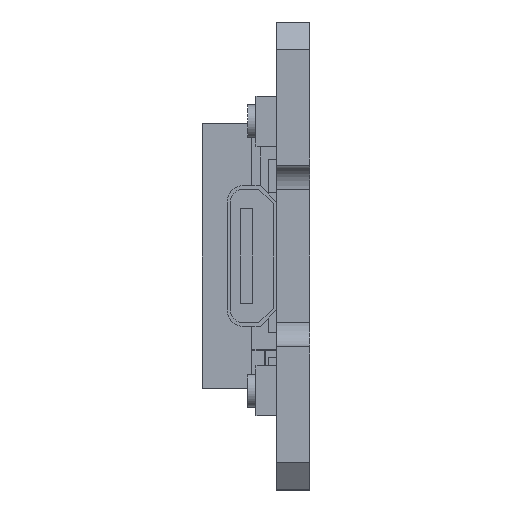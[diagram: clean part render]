
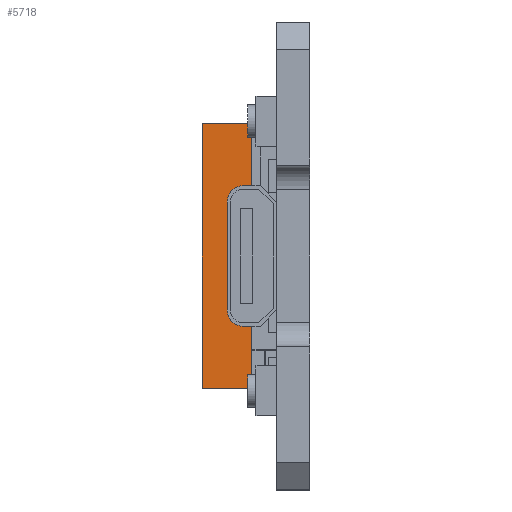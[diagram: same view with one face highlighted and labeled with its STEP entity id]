
A CAD part, left-side view. The second image highlights one B-rep face of the part: STEP entity #5718.
In plain terms, the highlighted planar face has unit normal (-1, 0, 0).
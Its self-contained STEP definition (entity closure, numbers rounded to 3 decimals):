
#186 = LINE ( 'NONE', #2346, #8108 ) ;
#759 = ORIENTED_EDGE ( 'NONE', *, *, #6167, .F. ) ;
#1676 = ORIENTED_EDGE ( 'NONE', *, *, #2653, .F. ) ;
#1705 = CARTESIAN_POINT ( 'NONE',  ( -0.25, 6.5, -8. ) ) ;
#1872 = VECTOR ( 'NONE', #2365, 1000. ) ;
#1909 = EDGE_LOOP ( 'NONE', ( #2391, #759, #1676, #5844 ) ) ;
#1918 = CARTESIAN_POINT ( 'NONE',  ( -0.25, 6.5, 8. ) ) ;
#2015 = LINE ( 'NONE', #1918, #4060 ) ;
#2346 = CARTESIAN_POINT ( 'NONE',  ( -0.25, 3.5, -8. ) ) ;
#2365 = DIRECTION ( 'NONE',  ( 0., 0., 1. ) ) ;
#2391 = ORIENTED_EDGE ( 'NONE', *, *, #5967, .T. ) ;
#2440 = VERTEX_POINT ( 'NONE', #7637 ) ;
#2653 = EDGE_CURVE ( 'NONE', #7466, #2440, #7917, .T. ) ;
#2927 = VERTEX_POINT ( 'NONE', #5470 ) ;
#3603 = AXIS2_PLACEMENT_3D ( 'NONE', #7708, #7663, #6351 ) ;
#3967 = LINE ( 'NONE', #1705, #8488 ) ;
#4060 = VECTOR ( 'NONE', #8314, 1000. ) ;
#4066 = VERTEX_POINT ( 'NONE', #5382 ) ;
#4194 = FACE_OUTER_BOUND ( 'NONE', #1909, .T. ) ;
#5217 = DIRECTION ( 'NONE',  ( 0., 0., 1. ) ) ;
#5382 = CARTESIAN_POINT ( 'NONE',  ( -0.25, 3.5, 8. ) ) ;
#5470 = CARTESIAN_POINT ( 'NONE',  ( -0.25, 3.5, -8. ) ) ;
#5718 = ADVANCED_FACE ( 'NONE', ( #4194 ), #7056, .F. ) ;
#5844 = ORIENTED_EDGE ( 'NONE', *, *, #7935, .T. ) ;
#5967 = EDGE_CURVE ( 'NONE', #2927, #4066, #186, .T. ) ;
#6167 = EDGE_CURVE ( 'NONE', #2440, #4066, #2015, .T. ) ;
#6351 = DIRECTION ( 'NONE',  ( 0., 0., -1. ) ) ;
#6733 = DIRECTION ( 'NONE',  ( 0., -1., 0. ) ) ;
#7056 = PLANE ( 'NONE',  #3603 ) ;
#7466 = VERTEX_POINT ( 'NONE', #7528 ) ;
#7528 = CARTESIAN_POINT ( 'NONE',  ( -0.25, 6.5, -8. ) ) ;
#7637 = CARTESIAN_POINT ( 'NONE',  ( -0.25, 6.5, 8. ) ) ;
#7663 = DIRECTION ( 'NONE',  ( 1., 0., 0. ) ) ;
#7708 = CARTESIAN_POINT ( 'NONE',  ( -0.25, 6.5, -8. ) ) ;
#7917 = LINE ( 'NONE', #8716, #1872 ) ;
#7935 = EDGE_CURVE ( 'NONE', #7466, #2927, #3967, .T. ) ;
#8108 = VECTOR ( 'NONE', #5217, 1000. ) ;
#8314 = DIRECTION ( 'NONE',  ( 0., -1., 0. ) ) ;
#8488 = VECTOR ( 'NONE', #6733, 1000. ) ;
#8716 = CARTESIAN_POINT ( 'NONE',  ( -0.25, 6.5, -8. ) ) ;
